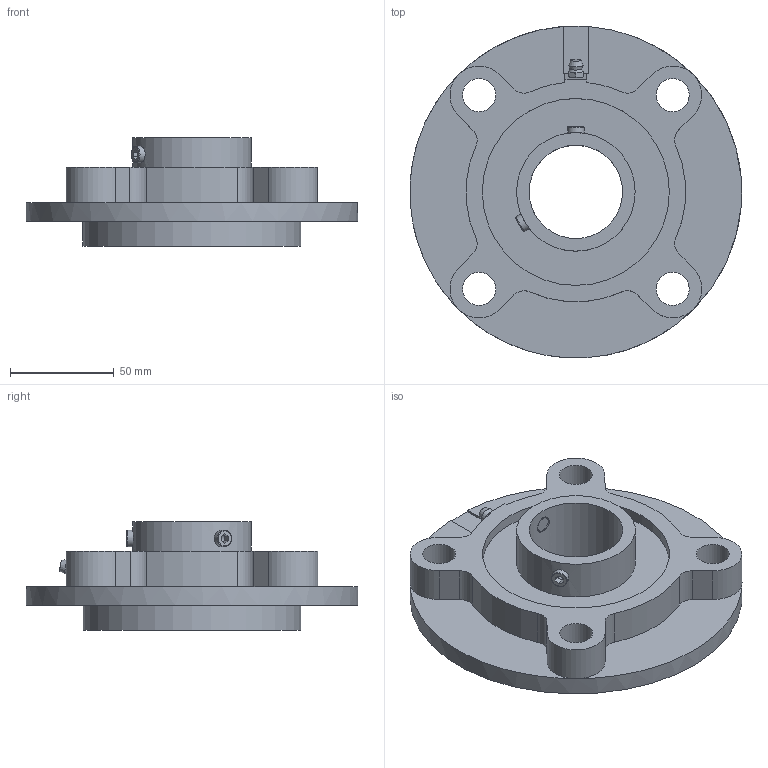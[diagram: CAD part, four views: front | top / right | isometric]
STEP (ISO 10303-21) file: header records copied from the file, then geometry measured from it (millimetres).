
FILE_DESCRIPTION( ( 'STEP AP214' ), ' ' );
FILE_NAME( 'UCFC209J.stp', '2018-05-30T07:21:44', ( '' ), ( '' ), ' ', 'PARTsolutions', ' ' );
FILE_SCHEMA( ( 'AUTOMOTIVE_DESIGN { 1 0 10303 214 1 1 1 1 }' ) );
Length unit declared in the file: millimetre
Products named in the file (2): UCFC209J; _UCFC209-Housing
Assembly tree (1 placements, depth 2):
  UCFC209J
    _UCFC209-Housing
Bounding box: 159.86 x 159.93 x 52.2 mm (x, y, z)
Volume: 351078.1 mm3; surface area: 75847.1 mm2
Topology: 1 solids, 1 shells, 120 faces, 302 edges, 194 vertices
Faces by surface type: plane 66, cylinder 33, cone 19, torus 2
Full cylindrical faces by diameter (mm): 7 x1, 8 x4, 16 x4, 45 x1, 57.14 x2, 84 x1, 90.1 x1, 105 x1, 160 x1
Entity records: 4832 total; most frequent: CARTESIAN_POINT 1130, DIRECTION 549, ORIENTED_EDGE 532, EDGE_CURVE 266, AXIS2_PLACEMENT_3D 217, VERTEX_POINT 185, EDGE_LOOP 165, FACE_OUTER_BOUND 138
